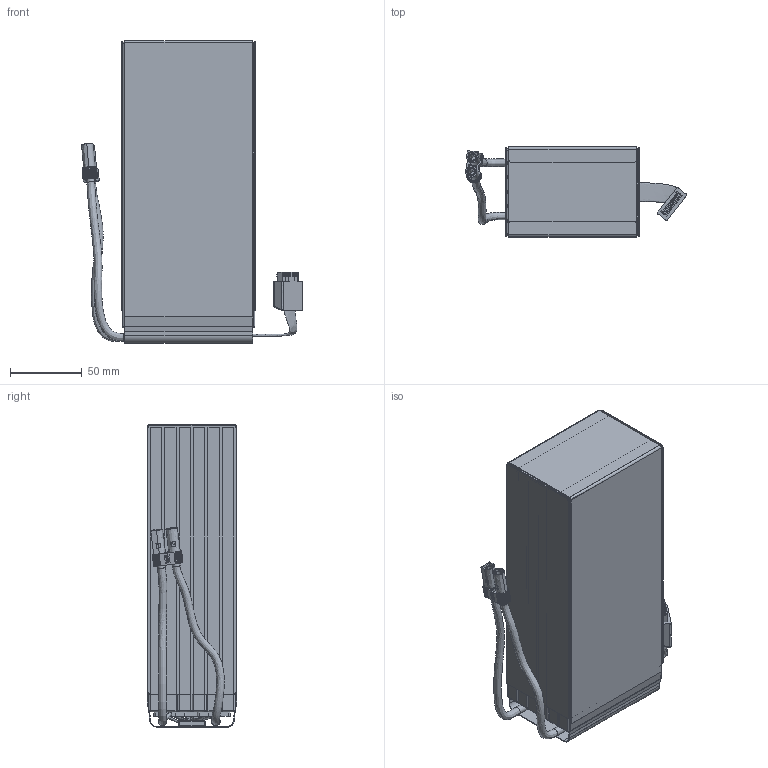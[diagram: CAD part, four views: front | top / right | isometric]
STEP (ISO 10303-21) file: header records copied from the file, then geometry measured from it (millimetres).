
FILE_DESCRIPTION(('FreeCAD Model'),'2;1');
FILE_NAME('Open CASCADE Shape Model','2025-04-27T14:26:21',('FreeCAD'),( 'FreeCAD'),'Open CASCADE STEP processor 7.6','FreeCAD','Unknown');
FILE_SCHEMA(('AUTOMOTIVE_DESIGN { 1 0 10303 214 1 1 1 1 }'));
Products named in the file (1): Open CASCADE STEP translator 7.6 1
Bounding box: 154.51 x 62.69 x 211.7 mm (x, y, z)
Volume: 1179935.9 mm3; surface area: 489410.5 mm2
Topology: 21 solids, 21 shells, 1253 faces, 3572 edges, 2378 vertices
Faces by surface type: bspline 1253
Entity records: 49310 total; most frequent: CARTESIAN_POINT 28494, ORIENTED_EDGE 7028, EDGE_CURVE 3514, B_SPLINE_CURVE_WITH_KNOTS 2930, VERTEX_POINT 2378, FACE_BOUND 1368, EDGE_LOOP 1368, ADVANCED_FACE 1253
